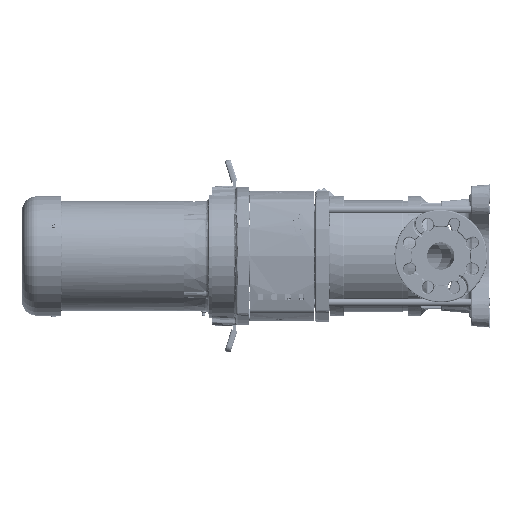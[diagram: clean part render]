
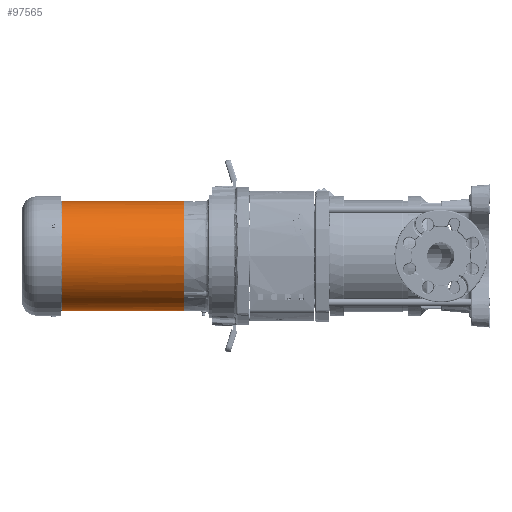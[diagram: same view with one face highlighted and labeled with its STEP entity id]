
A CAD part, left-side view. The second image highlights one B-rep face of the part: STEP entity #97565.
In plain terms, the highlighted cylindrical face has radius 99.771 mm (diameter 199.542 mm), a partial arc.
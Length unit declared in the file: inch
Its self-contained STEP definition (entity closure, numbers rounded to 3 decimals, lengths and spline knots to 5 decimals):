
#14330=CIRCLE('',#106401,3.928);
#14331=CIRCLE('',#106405,3.928);
#14332=CIRCLE('',#106407,3.928);
#14333=CIRCLE('',#106408,3.928);
#14334=CIRCLE('',#106409,3.928);
#14335=CIRCLE('',#106410,3.928);
#14336=CIRCLE('',#106411,3.928);
#14337=CIRCLE('',#106412,3.928);
#19105=FACE_OUTER_BOUND('',#24543,.T.);
#24543=EDGE_LOOP('',(#83968,#83969,#83970,#83971,#83972,#83973,#83974,#83975,
#83976,#83977));
#32579=LINE('',#315605,#38095);
#32580=LINE('',#315608,#38096);
#38095=VECTOR('',#126526,39.37008);
#38096=VECTOR('',#126529,39.37008);
#47267=VERTEX_POINT('',#314831);
#47271=VERTEX_POINT('',#314845);
#47367=VERTEX_POINT('',#315441);
#47371=VERTEX_POINT('',#315455);
#47377=VERTEX_POINT('',#315483);
#47381=VERTEX_POINT('',#315497);
#47396=VERTEX_POINT('',#315584);
#47401=VERTEX_POINT('',#315600);
#47402=VERTEX_POINT('',#315604);
#47403=VERTEX_POINT('',#315606);
#60927=EDGE_CURVE('',#47396,#47381,#14330,.T.);
#60935=EDGE_CURVE('',#47367,#47401,#14331,.T.);
#60937=EDGE_CURVE('',#47402,#47396,#32579,.T.);
#60938=EDGE_CURVE('',#47403,#47402,#14332,.T.);
#60939=EDGE_CURVE('',#47403,#47401,#32580,.T.);
#60940=EDGE_CURVE('',#47371,#47367,#14333,.T.);
#60941=EDGE_CURVE('',#47267,#47371,#14334,.T.);
#60942=EDGE_CURVE('',#47271,#47267,#14335,.T.);
#60943=EDGE_CURVE('',#47377,#47271,#14336,.T.);
#60944=EDGE_CURVE('',#47381,#47377,#14337,.T.);
#83968=ORIENTED_EDGE('',*,*,#60927,.F.);
#83969=ORIENTED_EDGE('',*,*,#60937,.F.);
#83970=ORIENTED_EDGE('',*,*,#60938,.F.);
#83971=ORIENTED_EDGE('',*,*,#60939,.T.);
#83972=ORIENTED_EDGE('',*,*,#60935,.F.);
#83973=ORIENTED_EDGE('',*,*,#60940,.F.);
#83974=ORIENTED_EDGE('',*,*,#60941,.F.);
#83975=ORIENTED_EDGE('',*,*,#60942,.F.);
#83976=ORIENTED_EDGE('',*,*,#60943,.F.);
#83977=ORIENTED_EDGE('',*,*,#60944,.F.);
#93084=CYLINDRICAL_SURFACE('',#106406,3.928);
#97565=ADVANCED_FACE('',(#19105),#93084,.T.);
#106401=AXIS2_PLACEMENT_3D('',#315585,#126506,#126507);
#106405=AXIS2_PLACEMENT_3D('',#315601,#126521,#126522);
#106406=AXIS2_PLACEMENT_3D('',#315603,#126524,#126525);
#106407=AXIS2_PLACEMENT_3D('',#315607,#126527,#126528);
#106408=AXIS2_PLACEMENT_3D('',#315609,#126530,#126531);
#106409=AXIS2_PLACEMENT_3D('',#315610,#126532,#126533);
#106410=AXIS2_PLACEMENT_3D('',#315611,#126534,#126535);
#106411=AXIS2_PLACEMENT_3D('',#315612,#126536,#126537);
#106412=AXIS2_PLACEMENT_3D('',#315613,#126538,#126539);
#126506=DIRECTION('center_axis',(0.,-1.,0.));
#126507=DIRECTION('ref_axis',(0.,0.,
-1.));
#126521=DIRECTION('center_axis',(0.,-1.,0.));
#126522=DIRECTION('ref_axis',(0.,0.,
-1.));
#126524=DIRECTION('center_axis',(0.,1.,0.));
#126525=DIRECTION('ref_axis',(0.,0.,
-1.));
#126526=DIRECTION('',(0.,-1.,0.));
#126527=DIRECTION('center_axis',(0.,1.,0.));
#126528=DIRECTION('ref_axis',(0.,0.,
1.));
#126529=DIRECTION('',(0.,-1.,0.));
#126530=DIRECTION('center_axis',(0.,-1.,0.));
#126531=DIRECTION('ref_axis',(0.,0.,
-1.));
#126532=DIRECTION('center_axis',(0.,-1.,0.));
#126533=DIRECTION('ref_axis',(0.,0.,
-1.));
#126534=DIRECTION('center_axis',(0.,-1.,0.));
#126535=DIRECTION('ref_axis',(0.,0.,
-1.));
#126536=DIRECTION('center_axis',(0.,-1.,0.));
#126537=DIRECTION('ref_axis',(0.,0.,
-1.));
#126538=DIRECTION('center_axis',(0.,-1.,0.));
#126539=DIRECTION('ref_axis',(0.,0.,
-1.));
#314831=CARTESIAN_POINT('',(0.02399,22.05315,-3.92793));
#314845=CARTESIAN_POINT('',(-0.02399,22.05315,-3.92793));
#315441=CARTESIAN_POINT('',(3.92793,22.05315,0.02399));
#315455=CARTESIAN_POINT('',(3.92793,22.05315,-0.02399));
#315483=CARTESIAN_POINT('',(-3.92793,22.05315,-0.02399));
#315497=CARTESIAN_POINT('',(-3.92793,22.05315,0.02399));
#315584=CARTESIAN_POINT('',(-0.025,22.05315,3.92792));
#315585=CARTESIAN_POINT('Origin',(0.,22.05315,
0.));
#315600=CARTESIAN_POINT('',(0.025,22.05315,3.92792));
#315601=CARTESIAN_POINT('Origin',(0.,22.05315,
0.));
#315603=CARTESIAN_POINT('Origin',(0.,22.02215,
0.));
#315604=CARTESIAN_POINT('',(-0.025,30.86615,3.92792));
#315605=CARTESIAN_POINT('',(-0.025,22.02215,3.92792));
#315606=CARTESIAN_POINT('',(0.025,30.86615,3.92792));
#315607=CARTESIAN_POINT('Origin',(0.,30.86615,
0.));
#315608=CARTESIAN_POINT('',(0.025,22.02215,3.92792));
#315609=CARTESIAN_POINT('Origin',(0.,22.05315,
0.));
#315610=CARTESIAN_POINT('Origin',(0.,22.05315,
0.));
#315611=CARTESIAN_POINT('Origin',(0.,22.05315,
0.));
#315612=CARTESIAN_POINT('Origin',(0.,22.05315,
0.));
#315613=CARTESIAN_POINT('Origin',(0.,22.05315,
0.));
